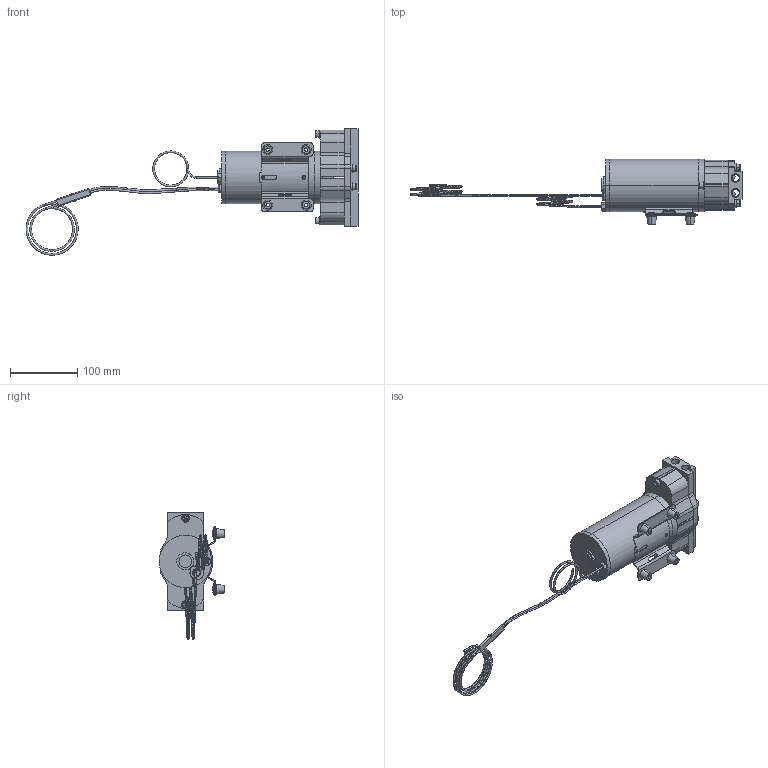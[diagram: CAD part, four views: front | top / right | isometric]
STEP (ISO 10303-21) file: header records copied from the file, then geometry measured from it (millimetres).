
FILE_DESCRIPTION (( 'STEP AP203' ), '1' );
FILE_NAME ('112T-M70.SLDPRT.STEP', '2017-07-28T17:24:47', ( 'admin' ), ( 'Hewlett-Packard Company' ), 'SwSTEP 2.0', 'SolidWorks 2017', '' );
FILE_SCHEMA (( 'CONFIG_CONTROL_DESIGN' ));
Length unit declared in the file: inch
Products named in the file (1): 112T-M70.SLDPRT
Bounding box: 493.28 x 97.56 x 187.74 mm (x, y, z)
Volume: 1057813.8 mm3; surface area: 205930.5 mm2
Topology: 22 solids, 22 shells, 711 faces, 1743 edges, 1081 vertices
Faces by surface type: cylinder 270, plane 267, cone 106, bspline 31, torus 29, sphere 8
Entity records: 27335 total; most frequent: CARTESIAN_POINT 10502, DIRECTION 3607, ORIENTED_EDGE 3410, EDGE_CURVE 1705, AXIS2_PLACEMENT_3D 1392, VERTEX_POINT 1081, VECTOR 823, LINE 823
